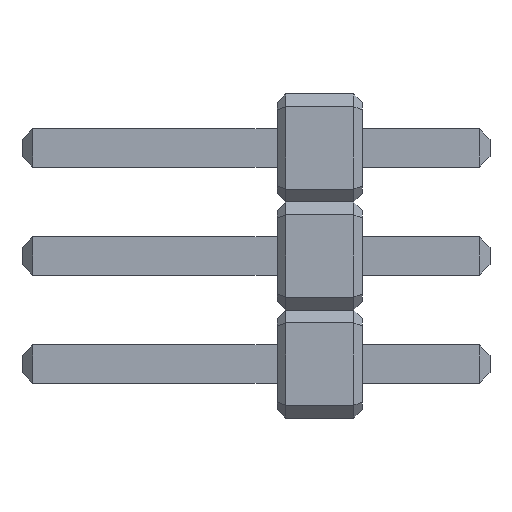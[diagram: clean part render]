
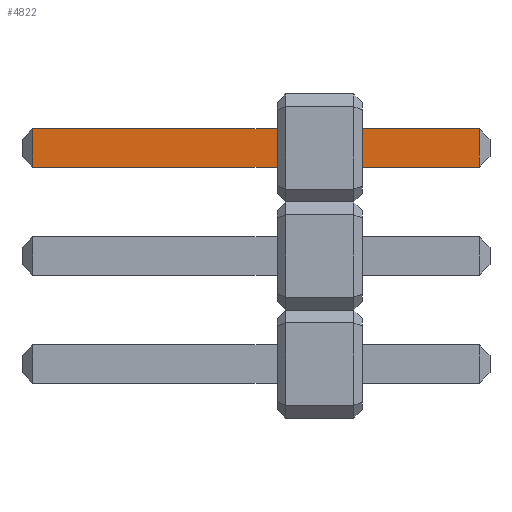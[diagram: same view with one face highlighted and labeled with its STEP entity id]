
A CAD part, left-side view. The second image highlights one B-rep face of the part: STEP entity #4822.
In plain terms, the highlighted planar face has unit normal (-1, 0, 0).
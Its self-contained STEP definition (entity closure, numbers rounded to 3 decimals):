
#210 = LINE ( 'NONE', #5701, #3514 ) ;
#219 = LINE ( 'NONE', #5648, #4853 ) ;
#250 = DIRECTION ( 'NONE',  ( -1., 0., 0. ) ) ;
#279 = ORIENTED_EDGE ( 'NONE', *, *, #4687, .T. ) ;
#891 = ORIENTED_EDGE ( 'NONE', *, *, #1293, .T. ) ;
#894 = EDGE_CURVE ( 'NONE', #3953, #1258, #219, .T. ) ;
#969 = VECTOR ( 'NONE', #1489, 1000. ) ;
#1037 = CARTESIAN_POINT ( 'NONE',  ( -0.45, 11., 0.45 ) ) ;
#1258 = VERTEX_POINT ( 'NONE', #5243 ) ;
#1293 = EDGE_CURVE ( 'NONE', #2993, #3953, #210, .T. ) ;
#1433 = DIRECTION ( 'NONE',  ( 0., 0., 1. ) ) ;
#1460 = CARTESIAN_POINT ( 'NONE',  ( -0.45, 10.75, -0.45 ) ) ;
#1489 = DIRECTION ( 'NONE',  ( 0., -1., 0. ) ) ;
#1564 = CARTESIAN_POINT ( 'NONE',  ( -0.45, 11., 0.45 ) ) ;
#1677 = DIRECTION ( 'NONE',  ( 0., -1., 0. ) ) ;
#2085 = VERTEX_POINT ( 'NONE', #5249 ) ;
#2318 = LINE ( 'NONE', #1037, #969 ) ;
#2489 = LINE ( 'NONE', #1460, #4733 ) ;
#2504 = ORIENTED_EDGE ( 'NONE', *, *, #3302, .F. ) ;
#2541 = CARTESIAN_POINT ( 'NONE',  ( -0.45, 0.25, -0.45 ) ) ;
#2718 = AXIS2_PLACEMENT_3D ( 'NONE', #1564, #250, #3389 ) ;
#2993 = VERTEX_POINT ( 'NONE', #4755 ) ;
#3231 = EDGE_LOOP ( 'NONE', ( #891, #5668, #2504, #279 ) ) ;
#3302 = EDGE_CURVE ( 'NONE', #2085, #1258, #2318, .T. ) ;
#3389 = DIRECTION ( 'NONE',  ( 0., 0., 1. ) ) ;
#3514 = VECTOR ( 'NONE', #1677, 1000. ) ;
#3953 = VERTEX_POINT ( 'NONE', #2541 ) ;
#4687 = EDGE_CURVE ( 'NONE', #2085, #2993, #2489, .T. ) ;
#4733 = VECTOR ( 'NONE', #5070, 1000. ) ;
#4755 = CARTESIAN_POINT ( 'NONE',  ( -0.45, 10.75, -0.45 ) ) ;
#4822 = ADVANCED_FACE ( 'NONE', ( #5225 ), #5602, .T. ) ;
#4853 = VECTOR ( 'NONE', #1433, 1000. ) ;
#5070 = DIRECTION ( 'NONE',  ( 0., 0., -1. ) ) ;
#5225 = FACE_OUTER_BOUND ( 'NONE', #3231, .T. ) ;
#5243 = CARTESIAN_POINT ( 'NONE',  ( -0.45, 0.25, 0.45 ) ) ;
#5249 = CARTESIAN_POINT ( 'NONE',  ( -0.45, 10.75, 0.45 ) ) ;
#5602 = PLANE ( 'NONE',  #2718 ) ;
#5648 = CARTESIAN_POINT ( 'NONE',  ( -0.45, 0.25, 0.45 ) ) ;
#5668 = ORIENTED_EDGE ( 'NONE', *, *, #894, .T. ) ;
#5701 = CARTESIAN_POINT ( 'NONE',  ( -0.45, 11., -0.45 ) ) ;
